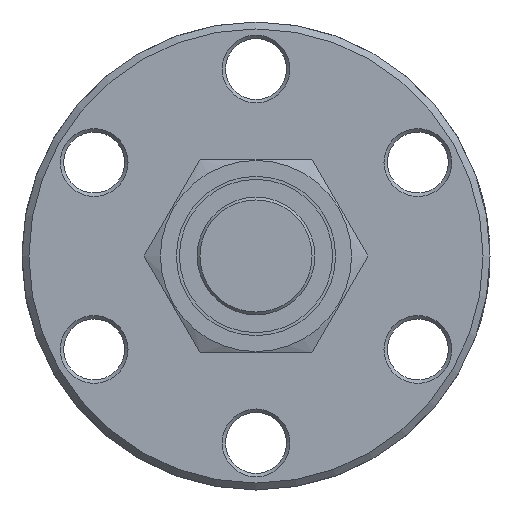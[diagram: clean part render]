
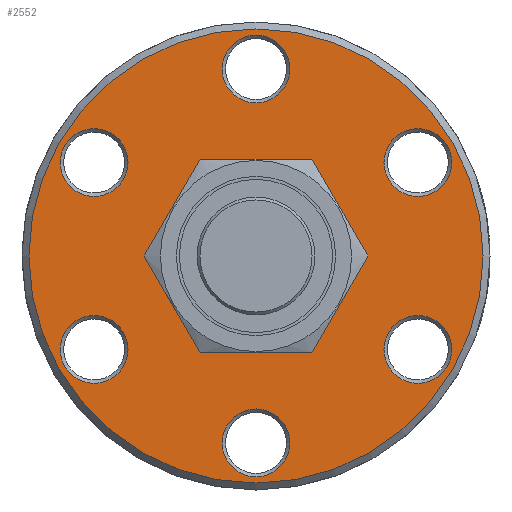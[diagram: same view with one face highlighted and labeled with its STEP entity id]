
A CAD part, front view. The second image highlights one B-rep face of the part: STEP entity #2552.
In plain terms, the highlighted planar face has unit normal (0, -1, 0).
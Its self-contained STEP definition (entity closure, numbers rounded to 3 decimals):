
#198=FACE_BOUND('',#460,.T.);
#199=FACE_BOUND('',#461,.T.);
#200=FACE_BOUND('',#462,.T.);
#201=FACE_BOUND('',#463,.T.);
#202=FACE_BOUND('',#464,.T.);
#203=FACE_BOUND('',#465,.T.);
#204=FACE_BOUND('',#466,.T.);
#224=PLANE('',#2770);
#309=FACE_OUTER_BOUND('',#459,.T.);
#459=EDGE_LOOP('',(#1734));
#460=EDGE_LOOP('',(#1735));
#461=EDGE_LOOP('',(#1736));
#462=EDGE_LOOP('',(#1737));
#463=EDGE_LOOP('',(#1738));
#464=EDGE_LOOP('',(#1739));
#465=EDGE_LOOP('',(#1740));
#466=EDGE_LOOP('',(#1741));
#943=CIRCLE('',#2764,5.53);
#947=CIRCLE('',#2769,16.4);
#948=CIRCLE('',#2771,2.45);
#949=CIRCLE('',#2772,2.45);
#950=CIRCLE('',#2773,2.45);
#951=CIRCLE('',#2774,2.45);
#952=CIRCLE('',#2775,2.45);
#953=CIRCLE('',#2776,2.45);
#1059=VERTEX_POINT('',#3684);
#1063=VERTEX_POINT('',#3694);
#1064=VERTEX_POINT('',#3698);
#1065=VERTEX_POINT('',#3700);
#1066=VERTEX_POINT('',#3702);
#1067=VERTEX_POINT('',#3704);
#1068=VERTEX_POINT('',#3706);
#1069=VERTEX_POINT('',#3708);
#1325=EDGE_CURVE('',#1059,#1059,#943,.T.);
#1331=EDGE_CURVE('',#1063,#1063,#947,.T.);
#1332=EDGE_CURVE('',#1064,#1064,#948,.T.);
#1333=EDGE_CURVE('',#1065,#1065,#949,.T.);
#1334=EDGE_CURVE('',#1066,#1066,#950,.T.);
#1335=EDGE_CURVE('',#1067,#1067,#951,.T.);
#1336=EDGE_CURVE('',#1068,#1068,#952,.T.);
#1337=EDGE_CURVE('',#1069,#1069,#953,.T.);
#1734=ORIENTED_EDGE('',*,*,#1331,.F.);
#1735=ORIENTED_EDGE('',*,*,#1325,.T.);
#1736=ORIENTED_EDGE('',*,*,#1332,.F.);
#1737=ORIENTED_EDGE('',*,*,#1333,.F.);
#1738=ORIENTED_EDGE('',*,*,#1334,.F.);
#1739=ORIENTED_EDGE('',*,*,#1335,.F.);
#1740=ORIENTED_EDGE('',*,*,#1336,.F.);
#1741=ORIENTED_EDGE('',*,*,#1337,.F.);
#2552=ADVANCED_FACE('',(#309,#198,#199,#200,#201,#202,#203,#204),#224,.T.);
#2764=AXIS2_PLACEMENT_3D('',#3685,#3022,#3023);
#2769=AXIS2_PLACEMENT_3D('',#3696,#3034,#3035);
#2770=AXIS2_PLACEMENT_3D('',#3697,#3036,#3037);
#2771=AXIS2_PLACEMENT_3D('',#3699,#3038,#3039);
#2772=AXIS2_PLACEMENT_3D('',#3701,#3040,#3041);
#2773=AXIS2_PLACEMENT_3D('',#3703,#3042,#3043);
#2774=AXIS2_PLACEMENT_3D('',#3705,#3044,#3045);
#2775=AXIS2_PLACEMENT_3D('',#3707,#3046,#3047);
#2776=AXIS2_PLACEMENT_3D('',#3709,#3048,#3049);
#3022=DIRECTION('center_axis',(0.,1.,0.));
#3023=DIRECTION('ref_axis',(-1.,0.,0.));
#3034=DIRECTION('center_axis',(0.,1.,0.));
#3035=DIRECTION('ref_axis',(1.,0.,0.));
#3036=DIRECTION('center_axis',(0.,-1.,0.));
#3037=DIRECTION('ref_axis',(0.,0.,-1.));
#3038=DIRECTION('center_axis',(0.,-1.,0.));
#3039=DIRECTION('ref_axis',(0.5,0.,0.866));
#3040=DIRECTION('center_axis',(0.,-1.,0.));
#3041=DIRECTION('ref_axis',(-1.,0.,0.));
#3042=DIRECTION('center_axis',(0.,-1.,0.));
#3043=DIRECTION('ref_axis',(0.5,0.,-0.866));
#3044=DIRECTION('center_axis',(0.,-1.,0.));
#3045=DIRECTION('ref_axis',(1.,0.,0.));
#3046=DIRECTION('center_axis',(0.,-1.,0.));
#3047=DIRECTION('ref_axis',(-0.5,0.,-0.866));
#3048=DIRECTION('center_axis',(0.,-1.,0.));
#3049=DIRECTION('ref_axis',(-0.5,0.,0.866));
#3684=CARTESIAN_POINT('',(5.53,0.,0.));
#3685=CARTESIAN_POINT('Origin',(0.,0.,0.));
#3694=CARTESIAN_POINT('',(-16.4,0.,0.));
#3696=CARTESIAN_POINT('Origin',(0.,0.,0.));
#3697=CARTESIAN_POINT('Origin',(-16.9,0.,0.));
#3698=CARTESIAN_POINT('',(10.466,0.,-8.872));
#3699=CARTESIAN_POINT('Origin',(11.691,0.,-6.75));
#3700=CARTESIAN_POINT('',(2.45,0.,13.5));
#3701=CARTESIAN_POINT('Origin',(0.,0.,
13.5));
#3702=CARTESIAN_POINT('',(-12.916,0.,-4.628));
#3703=CARTESIAN_POINT('Origin',(-11.691,0.,
-6.75));
#3704=CARTESIAN_POINT('',(-2.45,0.,-13.5));
#3705=CARTESIAN_POINT('Origin',(0.,0.,-13.5));
#3706=CARTESIAN_POINT('',(-10.466,0.,8.872));
#3707=CARTESIAN_POINT('Origin',(-11.691,0.,
6.75));
#3708=CARTESIAN_POINT('',(12.916,0.,4.628));
#3709=CARTESIAN_POINT('Origin',(11.691,0.,6.75));
